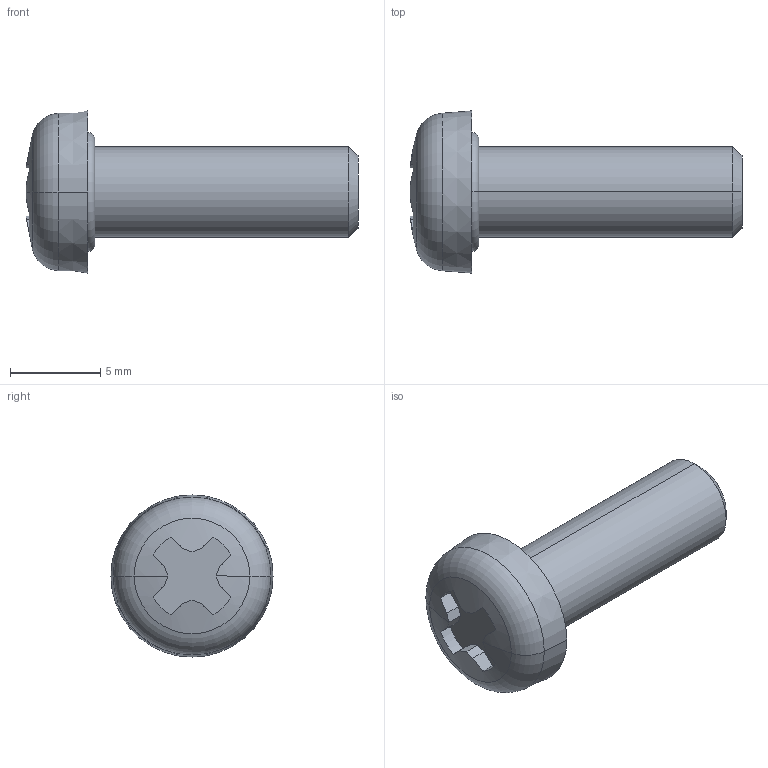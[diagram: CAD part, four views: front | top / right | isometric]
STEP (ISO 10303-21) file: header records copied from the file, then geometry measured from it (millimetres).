
FILE_DESCRIPTION (( 'STEP AP214' ), '1' );
FILE_NAME ('TL_416_M5_15.STEP', '2016-01-22T07:28:36', ( '' ), ( '' ), 'SwSTEP 2.0', 'SolidWorks 2015', '' );
FILE_SCHEMA (( 'AUTOMOTIVE_DESIGN' ));
Length unit declared in the file: millimetre
Products named in the file (2): screw; TL_416_M5_15
Assembly tree (1 placements, depth 2):
  TL_416_M5_15
    screw
Bounding box: 18.43 x 9 x 9 mm (x, y, z)
Volume: 460.6 mm3; surface area: 497.9 mm2
Topology: 2 solids, 2 shells, 40 faces, 96 edges, 60 vertices
Faces by surface type: plane 20, cylinder 8, torus 6, cone 4, sphere 2
Entity records: 1255 total; most frequent: DIRECTION 236, CARTESIAN_POINT 200, ORIENTED_EDGE 192, EDGE_CURVE 96, AXIS2_PLACEMENT_3D 96, VERTEX_POINT 60, CIRCLE 52, LINE 44
